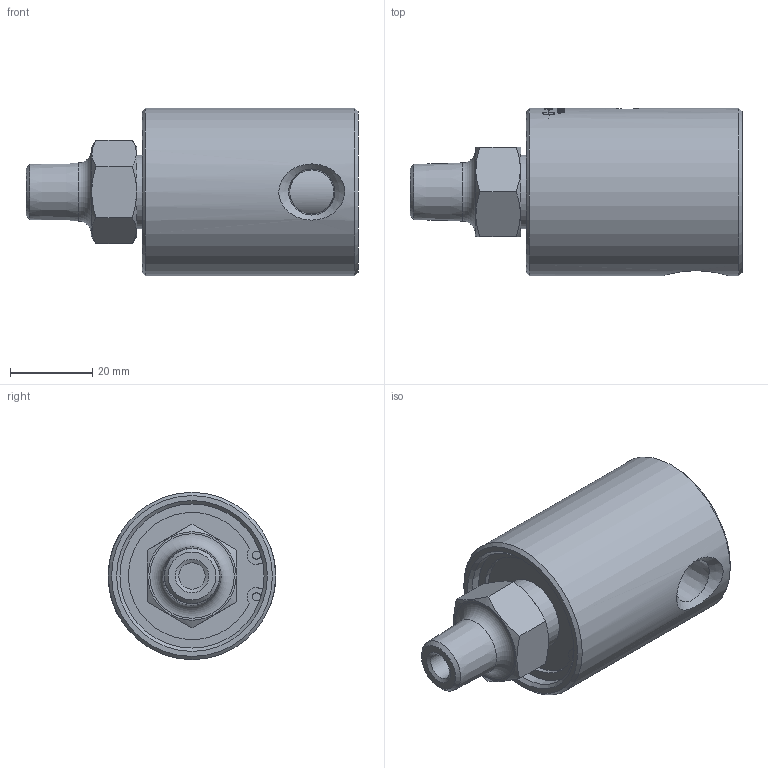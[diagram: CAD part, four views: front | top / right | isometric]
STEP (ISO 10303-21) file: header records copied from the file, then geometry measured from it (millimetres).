
FILE_DESCRIPTION(/* description */ (''),/* implementation_level */ '2;1');
FILE_NAME(/* name */ '1102-195-081-IC.stp',/* time_stamp */ '2020-05-14T08:38:49-05:00',/* author */ ('moorera'),/* organization */ (''),/* preprocessor_version */ 'ST-DEVELOPER v18.1',/* originating_system */ 'Autodesk Inventor 2020',/* authorisation */ '');
FILE_SCHEMA (('AUTOMOTIVE_DESIGN { 1 0 10303 214 3 1 1 }'));
Products named in the file (1): 1102-195-081-IC
Bounding box: 80.73 x 40.71 x 40.71 mm (x, y, z)
Volume: 70231.6 mm3; surface area: 12907 mm2
Topology: 1 solids, 2 shells, 339 faces, 889 edges, 598 vertices
Faces by surface type: bspline 173, plane 104, cylinder 49, cone 11, sphere 1, torus 1
Full cylindrical faces by diameter (mm): 1.981 x2, 4.7 x1, 5.75 x1, 6 x1, 6.4 x1, 10.719 x1, 17.85 x1, 35.05 x1, 40.71 x1
Entity records: 50633 total; most frequent: CARTESIAN_POINT 42954, ORIENTED_EDGE 1778, DIRECTION 1170, EDGE_CURVE 889, VERTEX_POINT 598, AXIS2_PLACEMENT_3D 417, EDGE_LOOP 383, FACE_OUTER_BOUND 339
